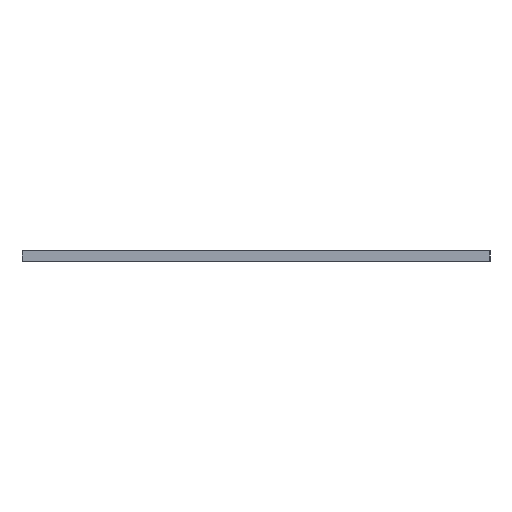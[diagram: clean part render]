
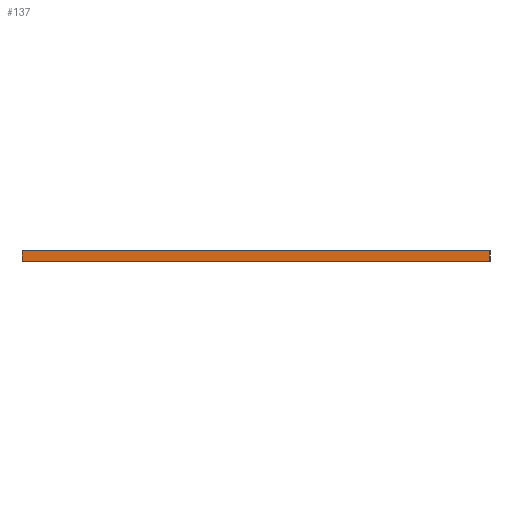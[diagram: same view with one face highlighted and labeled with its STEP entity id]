
A CAD part, left-side view. The second image highlights one B-rep face of the part: STEP entity #137.
In plain terms, the highlighted planar face has unit normal (-1, 0, 0).
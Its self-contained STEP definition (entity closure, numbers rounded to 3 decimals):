
#12 = VECTOR ( 'NONE', #392, 1000. ) ;
#68 = LINE ( 'NONE', #565, #376 ) ;
#75 = DIRECTION ( 'NONE',  ( 0., 0., -1. ) ) ;
#95 = VECTOR ( 'NONE', #667, 1000. ) ;
#137 = ADVANCED_FACE ( 'NONE', ( #744 ), #377, .F. ) ;
#138 = CARTESIAN_POINT ( 'NONE',  ( -312.7, 276.35, 12.7 ) ) ;
#148 = LINE ( 'NONE', #338, #756 ) ;
#149 = ORIENTED_EDGE ( 'NONE', *, *, #528, .T. ) ;
#177 = ORIENTED_EDGE ( 'NONE', *, *, #587, .T. ) ;
#188 = VERTEX_POINT ( 'NONE', #637 ) ;
#192 = EDGE_LOOP ( 'NONE', ( #177, #513, #607, #149 ) ) ;
#338 = CARTESIAN_POINT ( 'NONE',  ( -312.7, 276.35, 12.7 ) ) ;
#375 = CARTESIAN_POINT ( 'NONE',  ( -312.7, -276.35, 0. ) ) ;
#376 = VECTOR ( 'NONE', #487, 1000. ) ;
#377 = PLANE ( 'NONE',  #718 ) ;
#392 = DIRECTION ( 'NONE',  ( 0., -1., 0. ) ) ;
#414 = VERTEX_POINT ( 'NONE', #550 ) ;
#415 = VERTEX_POINT ( 'NONE', #375 ) ;
#464 = EDGE_CURVE ( 'NONE', #188, #415, #68, .T. ) ;
#465 = CARTESIAN_POINT ( 'NONE',  ( -312.7, 276.35, 12.7 ) ) ;
#487 = DIRECTION ( 'NONE',  ( 0., 0., -1. ) ) ;
#513 = ORIENTED_EDGE ( 'NONE', *, *, #464, .F. ) ;
#528 = EDGE_CURVE ( 'NONE', #699, #414, #148, .T. ) ;
#550 = CARTESIAN_POINT ( 'NONE',  ( -312.7, 276.35, 0. ) ) ;
#565 = CARTESIAN_POINT ( 'NONE',  ( -312.7, -276.35, 12.7 ) ) ;
#566 = DIRECTION ( 'NONE',  ( 0., 1., 0. ) ) ;
#587 = EDGE_CURVE ( 'NONE', #414, #415, #762, .T. ) ;
#599 = CARTESIAN_POINT ( 'NONE',  ( -312.7, 276.35, 12.7 ) ) ;
#607 = ORIENTED_EDGE ( 'NONE', *, *, #688, .F. ) ;
#637 = CARTESIAN_POINT ( 'NONE',  ( -312.7, -276.35, 12.7 ) ) ;
#643 = CARTESIAN_POINT ( 'NONE',  ( -312.7, 276.35, 0. ) ) ;
#654 = LINE ( 'NONE', #599, #95 ) ;
#667 = DIRECTION ( 'NONE',  ( 0., -1., 0. ) ) ;
#688 = EDGE_CURVE ( 'NONE', #699, #188, #654, .T. ) ;
#699 = VERTEX_POINT ( 'NONE', #465 ) ;
#718 = AXIS2_PLACEMENT_3D ( 'NONE', #138, #761, #566 ) ;
#744 = FACE_OUTER_BOUND ( 'NONE', #192, .T. ) ;
#756 = VECTOR ( 'NONE', #75, 1000. ) ;
#761 = DIRECTION ( 'NONE',  ( 1., 0., 0. ) ) ;
#762 = LINE ( 'NONE', #643, #12 ) ;
